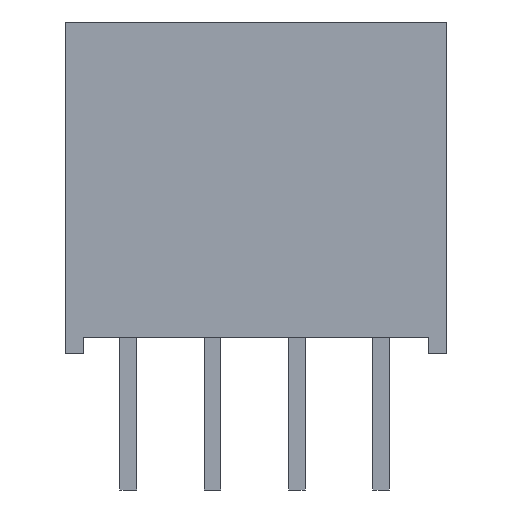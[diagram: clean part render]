
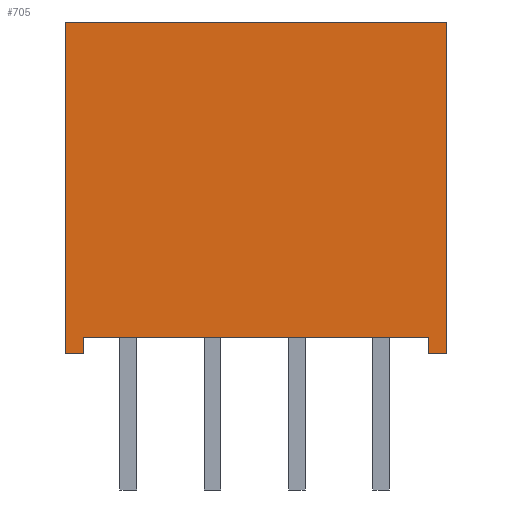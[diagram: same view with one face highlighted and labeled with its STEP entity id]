
A CAD part, front view. The second image highlights one B-rep face of the part: STEP entity #705.
In plain terms, the highlighted planar face has unit normal (0, -1, 0).
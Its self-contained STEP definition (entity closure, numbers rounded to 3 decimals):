
#199 = VERTEX_POINT('',#200);
#200 = CARTESIAN_POINT('',(5.2,-3.,0.49));
#206 = EDGE_CURVE('',#207,#199,#209,.T.);
#207 = VERTEX_POINT('',#208);
#208 = CARTESIAN_POINT('',(-5.2,-3.,0.49));
#209 = LINE('',#210,#211);
#210 = CARTESIAN_POINT('',(0.,-3.,0.49));
#211 = VECTOR('',#212,1.);
#212 = DIRECTION('',(1.,0.,0.));
#229 = EDGE_CURVE('',#230,#207,#232,.T.);
#230 = VERTEX_POINT('',#231);
#231 = CARTESIAN_POINT('',(-5.2,-3.,-0.01));
#232 = LINE('',#233,#234);
#233 = CARTESIAN_POINT('',(-5.2,-3.,0.49));
#234 = VECTOR('',#235,1.);
#235 = DIRECTION('',(0.,0.,1.));
#269 = VERTEX_POINT('',#270);
#270 = CARTESIAN_POINT('',(5.2,-3.,-0.01));
#278 = EDGE_CURVE('',#199,#269,#279,.T.);
#279 = LINE('',#280,#281);
#280 = CARTESIAN_POINT('',(5.2,-3.,-0.01));
#281 = VECTOR('',#282,1.);
#282 = DIRECTION('',(0.,0.,-1.));
#705 = ADVANCED_FACE('',(#706),#749,.T.);
#706 = FACE_BOUND('',#707,.T.);
#707 = EDGE_LOOP('',(#708,#718,#726,#732,#733,#734,#735,#743));
#708 = ORIENTED_EDGE('',*,*,#709,.T.);
#709 = EDGE_CURVE('',#710,#712,#714,.T.);
#710 = VERTEX_POINT('',#711);
#711 = CARTESIAN_POINT('',(5.75,-3.,9.99));
#712 = VERTEX_POINT('',#713);
#713 = CARTESIAN_POINT('',(-5.75,-3.,9.99));
#714 = LINE('',#715,#716);
#715 = CARTESIAN_POINT('',(0.,-3.,9.99));
#716 = VECTOR('',#717,1.);
#717 = DIRECTION('',(-1.,0.,0.));
#718 = ORIENTED_EDGE('',*,*,#719,.T.);
#719 = EDGE_CURVE('',#712,#720,#722,.T.);
#720 = VERTEX_POINT('',#721);
#721 = CARTESIAN_POINT('',(-5.75,-3.,-0.01));
#722 = LINE('',#723,#724);
#723 = CARTESIAN_POINT('',(-5.75,-3.,-0.01));
#724 = VECTOR('',#725,1.);
#725 = DIRECTION('',(0.,0.,-1.));
#726 = ORIENTED_EDGE('',*,*,#727,.T.);
#727 = EDGE_CURVE('',#720,#230,#728,.T.);
#728 = LINE('',#729,#730);
#729 = CARTESIAN_POINT('',(-5.2,-3.,-0.01));
#730 = VECTOR('',#731,1.);
#731 = DIRECTION('',(1.,0.,0.));
#732 = ORIENTED_EDGE('',*,*,#229,.T.);
#733 = ORIENTED_EDGE('',*,*,#206,.T.);
#734 = ORIENTED_EDGE('',*,*,#278,.T.);
#735 = ORIENTED_EDGE('',*,*,#736,.T.);
#736 = EDGE_CURVE('',#269,#737,#739,.T.);
#737 = VERTEX_POINT('',#738);
#738 = CARTESIAN_POINT('',(5.75,-3.,-0.01));
#739 = LINE('',#740,#741);
#740 = CARTESIAN_POINT('',(5.75,-3.,-0.01));
#741 = VECTOR('',#742,1.);
#742 = DIRECTION('',(1.,0.,0.));
#743 = ORIENTED_EDGE('',*,*,#744,.T.);
#744 = EDGE_CURVE('',#737,#710,#745,.T.);
#745 = LINE('',#746,#747);
#746 = CARTESIAN_POINT('',(5.75,-3.,9.99));
#747 = VECTOR('',#748,1.);
#748 = DIRECTION('',(0.,0.,1.));
#749 = PLANE('',#750);
#750 = AXIS2_PLACEMENT_3D('',#751,#752,#753);
#751 = CARTESIAN_POINT('',(0.,-3.,5.));
#752 = DIRECTION('',(0.,-1.,0.));
#753 = DIRECTION('',(1.,0.,0.));
